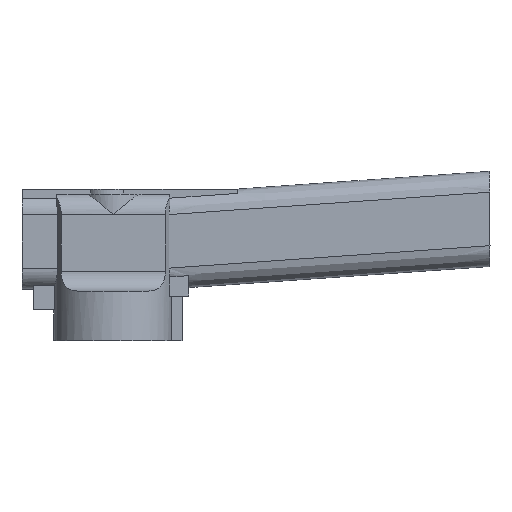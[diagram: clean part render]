
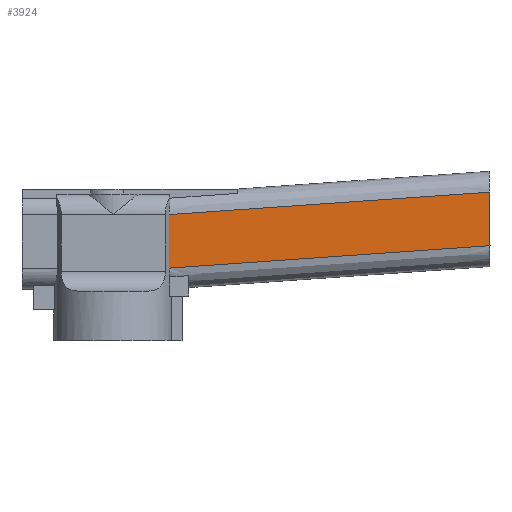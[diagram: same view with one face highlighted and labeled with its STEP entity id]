
A CAD part, left-side view. The second image highlights one B-rep face of the part: STEP entity #3924.
In plain terms, the highlighted planar face has unit normal (-1, 0, 0).
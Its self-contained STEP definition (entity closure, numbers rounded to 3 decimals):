
#271=DIRECTION('',(0.,0.,-1.));
#272=VECTOR('',#271,26.944);
#273=CARTESIAN_POINT('',(-10.5,-28.114,43.));
#274=LINE('',#273,#272);
#784=CARTESIAN_POINT('',(-10.5,-190.,54.376));
#859=CARTESIAN_POINT('',(-10.5,-190.,27.378));
#1172=DIRECTION('',(0.,-0.998,0.07));
#1173=VECTOR('',#1172,162.27);
#1174=CARTESIAN_POINT('',(-10.5,-28.125,
43.058));
#1175=LINE('',#1174,#1173);
#1179=DIRECTION('',(0.,0.,-1.));
#1180=VECTOR('',#1179,26.998);
#1181=CARTESIAN_POINT('',(-10.5,-190.,
54.376));
#1182=LINE('',#1181,#1180);
#1186=DIRECTION('',(0.,0.998,-0.07));
#1187=VECTOR('',#1186,162.293);
#1188=CARTESIAN_POINT('',(-10.5,-190.,
27.378));
#1189=LINE('',#1188,#1187);
#1193=DIRECTION('',(0.,0.191,-0.982));
#1194=VECTOR('',#1193,0.059);
#1195=CARTESIAN_POINT('',(-10.5,-28.125,
43.058));
#1196=LINE('',#1195,#1194);
#2916=CARTESIAN_POINT('',(-10.5,-28.114,43.));
#2917=CARTESIAN_POINT('',(-10.5,-28.102,
16.056));
#2918=VERTEX_POINT('',#2916);
#2919=VERTEX_POINT('',#2917);
#3020=VERTEX_POINT('',#784);
#3021=CARTESIAN_POINT('',(-10.5,-28.125,
43.058));
#3022=VERTEX_POINT('',#3021);
#3029=VERTEX_POINT('',#859);
#3911=CARTESIAN_POINT('',(-10.5,-107.901,35.136));
#3912=DIRECTION('',(-1.,0.,0.));
#3913=DIRECTION('',(0.,1.,0.));
#3914=AXIS2_PLACEMENT_3D('',#3911,#3912,#3913);
#3915=PLANE('',#3914);
#3917=ORIENTED_EDGE('',*,*,#3916,.F.);
#3918=ORIENTED_EDGE('',*,*,#3715,.T.);
#3919=ORIENTED_EDGE('',*,*,#3802,.T.);
#3920=ORIENTED_EDGE('',*,*,#3791,.T.);
#3921=ORIENTED_EDGE('',*,*,#3392,.F.);
#3922=EDGE_LOOP('',(#3917,#3918,#3919,#3920,#3921));
#3923=FACE_OUTER_BOUND('',#3922,.F.);
#3392=EDGE_CURVE('',#2918,#2919,#274,.T.);
#3715=EDGE_CURVE('',#3022,#3020,#1175,.T.);
#3791=EDGE_CURVE('',#3029,#2919,#1189,.T.);
#3802=EDGE_CURVE('',#3020,#3029,#1182,.T.);
#3916=EDGE_CURVE('',#3022,#2918,#1196,.T.);
#3924=ADVANCED_FACE('',(#3923),#3915,.T.);
